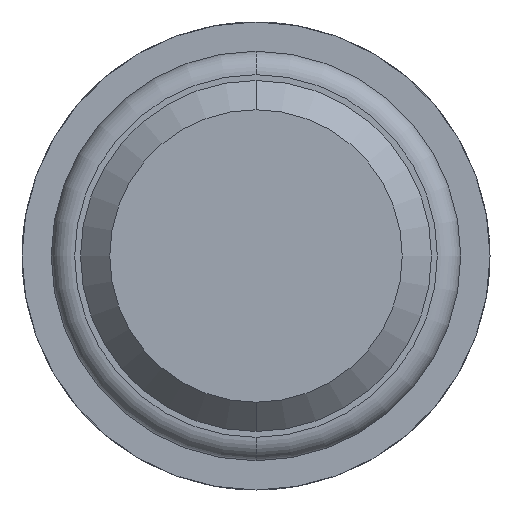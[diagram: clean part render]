
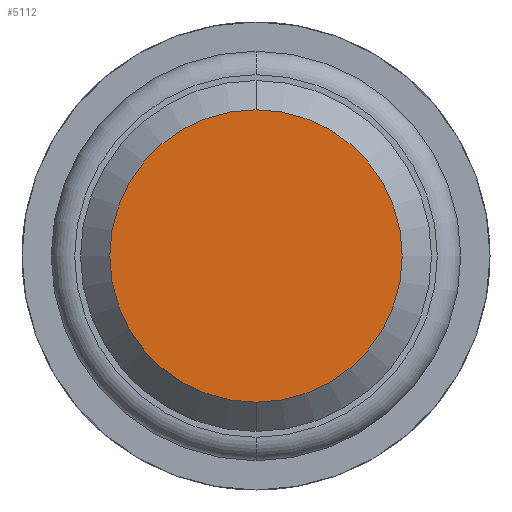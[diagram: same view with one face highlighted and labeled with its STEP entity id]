
A CAD part, front view. The second image highlights one B-rep face of the part: STEP entity #5112.
In plain terms, the highlighted planar face has unit normal (0, -1, 0).
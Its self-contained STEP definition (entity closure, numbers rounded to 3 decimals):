
#214 = DIRECTION ( 'NONE',  ( 0., 0., 1. ) ) ;
#239 = AXIS2_PLACEMENT_3D ( 'NONE', #6107, #7911, #4232 ) ;
#241 = EDGE_LOOP ( 'NONE', ( #5320, #2880 ) ) ;
#296 = AXIS2_PLACEMENT_3D ( 'NONE', #3916, #5109, #214 ) ;
#847 = CARTESIAN_POINT ( 'NONE',  ( 0., -34.6, 0. ) ) ;
#1404 = EDGE_CURVE ( 'Defeature ausgef�hrt3_4+Defeature ausgef�hrt3_3+Defeature ausgef�hrt3_3+Defeature ausgef�hrt3_3', #4812, #6035, #1655, .T. ) ;
#1655 = CIRCLE ( 'NONE', #296, 1.25 ) ;
#2696 = CIRCLE ( 'NONE', #7801, 1.25 ) ;
#2880 = ORIENTED_EDGE ( 'NONE', *, *, #4178, .T. ) ;
#3916 = CARTESIAN_POINT ( 'NONE',  ( 0., -34.6, 0. ) ) ;
#4178 = EDGE_CURVE ( 'Defeature ausgef�hrt3_4+Defeature ausgef�hrt3_3+Defeature ausgef�hrt3_3+Defeature ausgef�hrt3_3', #6035, #4812, #2696, .T. ) ;
#4232 = DIRECTION ( 'NONE',  ( 0., 0., 1. ) ) ;
#4812 = VERTEX_POINT ( 'NONE', #4899 ) ;
#4852 = PLANE ( 'NONE',  #239 ) ;
#4899 = CARTESIAN_POINT ( 'NONE',  ( 0., -34.6, 1.25 ) ) ;
#5080 = CARTESIAN_POINT ( 'NONE',  ( 0., -34.6, -1.25 ) ) ;
#5109 = DIRECTION ( 'NONE',  ( 0., -1., 0. ) ) ;
#5112 = ADVANCED_FACE ( 'Defeature ausgef�hrt3_4', ( #5253 ), #4852, .F. ) ;
#5253 = FACE_OUTER_BOUND ( 'NONE', #241, .T. ) ;
#5320 = ORIENTED_EDGE ( 'NONE', *, *, #1404, .T. ) ;
#6035 = VERTEX_POINT ( 'NONE', #5080 ) ;
#6107 = CARTESIAN_POINT ( 'NONE',  ( 0., -34.6, 0. ) ) ;
#7103 = DIRECTION ( 'NONE',  ( 0., -1., 0. ) ) ;
#7685 = DIRECTION ( 'NONE',  ( 0., 0., 1. ) ) ;
#7801 = AXIS2_PLACEMENT_3D ( 'NONE', #847, #7103, #7685 ) ;
#7911 = DIRECTION ( 'NONE',  ( 0., 1., 0. ) ) ;
